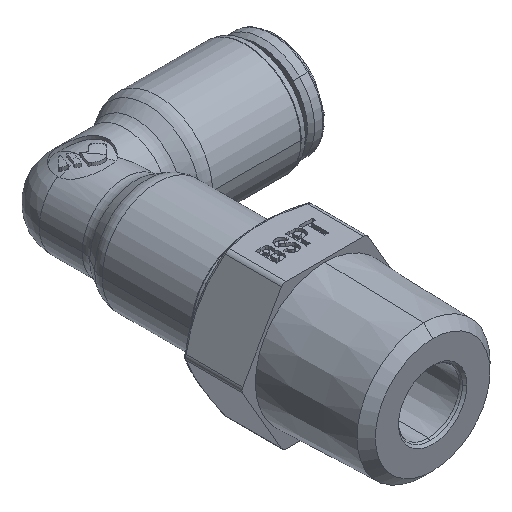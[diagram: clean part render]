
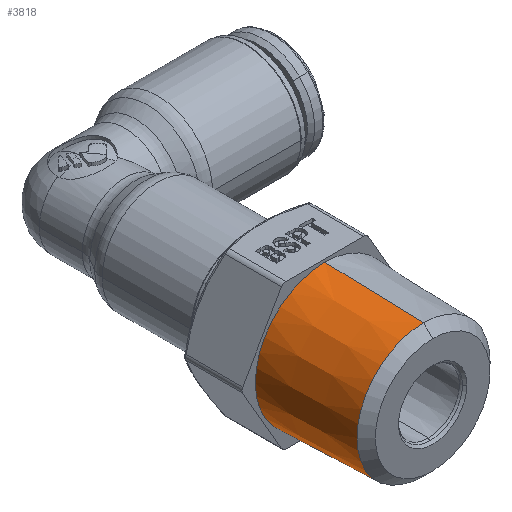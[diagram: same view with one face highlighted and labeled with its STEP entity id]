
A CAD part, isometric view. The second image highlights one B-rep face of the part: STEP entity #3818.
In plain terms, the highlighted conical face has half-angle 1.79 degrees and reference radius 6.564 mm.
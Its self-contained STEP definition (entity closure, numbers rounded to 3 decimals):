
#3818=ADVANCED_FACE('',(#7858),#7859,.T.);
#7858=FACE_OUTER_BOUND('',#15538,.T.);
#7859=CONICAL_SURFACE('',#15539,6.564,0.031);
#15538=EDGE_LOOP('',(#27282,#27283,#27284,#27285));
#15539=AXIS2_PLACEMENT_3D('',#27286,#27287,#27288);
#27282=ORIENTED_EDGE('',*,*,#34103,.F.);
#27283=ORIENTED_EDGE('',*,*,#29730,.F.);
#27284=ORIENTED_EDGE('',*,*,#34104,.F.);
#27285=ORIENTED_EDGE('',*,*,#30175,.T.);
#27286=CARTESIAN_POINT('',(0.0,-28.158,0.0));
#27287=DIRECTION('',(-0.0,1.0,-0.0));
#27288=DIRECTION('',(0.0,0.0,-1.0));
#29730=EDGE_CURVE('',#35116,#35112,#35118,.T.);
#30175=EDGE_CURVE('',#35942,#35943,#35944,.T.);
#34103=EDGE_CURVE('',#35112,#35943,#41557,.T.);
#34104=EDGE_CURVE('',#35942,#35116,#41558,.T.);
#35112=VERTEX_POINT('',#43372);
#35116=VERTEX_POINT('',#43377);
#35118=CIRCLE('',#43380,6.415);
#35942=VERTEX_POINT('',#44743);
#35943=VERTEX_POINT('',#44744);
#35944=CIRCLE('',#44745,6.713);
#41557=LINE('',#55859,#55860);
#41558=LINE('',#55861,#55862);
#43372=CARTESIAN_POINT('',(0.,-32.916,-6.415));
#43377=CARTESIAN_POINT('',(0.0,-32.916,6.415));
#43380=AXIS2_PLACEMENT_3D('',#56816,#56817,#56818);
#44743=CARTESIAN_POINT('',(0.0,-23.4,6.713));
#44744=CARTESIAN_POINT('',(0.,-23.4,-6.713));
#44745=AXIS2_PLACEMENT_3D('',#57303,#57304,#57305);
#55859=CARTESIAN_POINT('',(0.,-28.158,-6.564));
#55860=VECTOR('',#61877,1.0);
#55861=CARTESIAN_POINT('',(0.,-28.158,6.564));
#55862=VECTOR('',#61878,1.0);
#56816=CARTESIAN_POINT('',(0.0,-32.916,0.0));
#56817=DIRECTION('',(0.0,-1.0,0.0));
#56818=DIRECTION('',(0.0,0.0,-1.0));
#57303=CARTESIAN_POINT('',(0.0,-23.4,0.0));
#57304=DIRECTION('',(0.0,-1.0,0.0));
#57305=DIRECTION('',(0.0,0.0,-1.0));
#61877=DIRECTION('',(0.,1.,-0.031));
#61878=DIRECTION('',(0.,-1.,-0.031));
